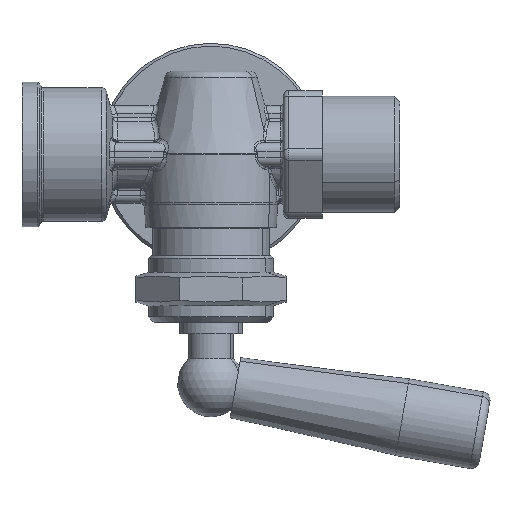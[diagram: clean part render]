
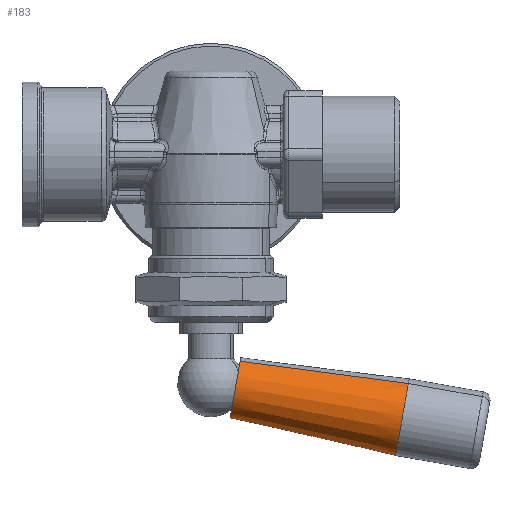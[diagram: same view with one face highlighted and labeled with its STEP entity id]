
A CAD part, left-side view. The second image highlights one B-rep face of the part: STEP entity #183.
In plain terms, the highlighted conical face has half-angle 2.816 degrees and reference radius 5.5 mm.
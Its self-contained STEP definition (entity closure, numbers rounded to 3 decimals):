
#107=CARTESIAN_POINT('Vertex',(-3.356,-35.508,-41.203)) ;
#114=CARTESIAN_POINT('Vertex',(3.356,-33.374,-53.303)) ;
#129=CARTESIAN_POINT('Axis2P3D Location',(0.,-34.441,-47.253)) ;
#141=CARTESIAN_POINT('Axis2P3D Location',(0.,-4.404,-41.957)) ;
#146=CARTESIAN_POINT('Line Origine',(-2.996,-20.375,-39.203)) ;
#150=CARTESIAN_POINT('Vertex',(-2.637,-5.242,-37.203)) ;
#153=CARTESIAN_POINT('Line Origine',(2.996,-18.47,-50.007)) ;
#157=CARTESIAN_POINT('Vertex',(2.637,-3.566,-46.71)) ;
#172=CARTESIAN_POINT('Axis2P3D Location',(0.,-4.404,-41.957)) ;
#148=VECTOR('Line Direction',#147,1.) ;
#155=VECTOR('Line Direction',#154,1.) ;
#130=DIRECTION('Axis2P3D Direction',(0.,-0.985,-0.174)) ;
#142=DIRECTION('Axis2P3D Direction',(0.,-0.985,-0.174)) ;
#143=DIRECTION('Axis2P3D XDirection',(-0.479,-0.152,0.864)) ;
#147=DIRECTION('Vector Direction',(-0.024,-0.991,-0.131)) ;
#154=DIRECTION('Vector Direction',(0.024,-0.976,-0.216)) ;
#173=DIRECTION('Axis2P3D Direction',(0.,-0.985,-0.174)) ;
#131=AXIS2_PLACEMENT_3D('Circle Axis2P3D',#129,#130,$) ;
#144=AXIS2_PLACEMENT_3D('Cone Axis2P3D',#141,#142,#143) ;
#174=AXIS2_PLACEMENT_3D('Circle Axis2P3D',#172,#173,$) ;
#149=LINE('Line',#146,#148) ;
#156=LINE('Line',#153,#155) ;
#132=CIRCLE('generated circle',#131,7.) ;
#175=CIRCLE('generated circle',#174,5.5) ;
#145=CONICAL_SURFACE('Cone',#144,5.5,0.049) ;
#133=EDGE_CURVE('',#108,#115,#132,.T.) ;
#152=EDGE_CURVE('',#151,#108,#149,.T.) ;
#159=EDGE_CURVE('',#158,#115,#156,.T.) ;
#176=EDGE_CURVE('',#151,#158,#175,.T.) ;
#178=ORIENTED_EDGE('',*,*,#159,.T.) ;
#179=ORIENTED_EDGE('',*,*,#133,.F.) ;
#180=ORIENTED_EDGE('',*,*,#152,.F.) ;
#181=ORIENTED_EDGE('',*,*,#176,.T.) ;
#177=EDGE_LOOP('',(#178,#179,#180,#181)) ;
#108=VERTEX_POINT('',#107) ;
#115=VERTEX_POINT('',#114) ;
#151=VERTEX_POINT('',#150) ;
#158=VERTEX_POINT('',#157) ;
#183=ADVANCED_FACE('PartBody',(#182),#145,.T.) ;
#182=FACE_OUTER_BOUND('',#177,.T.) ;
